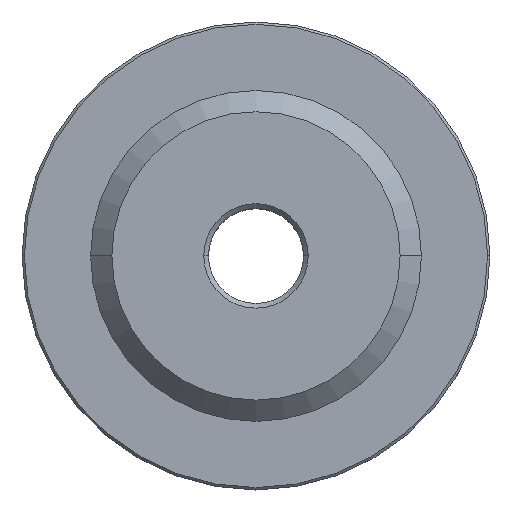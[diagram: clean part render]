
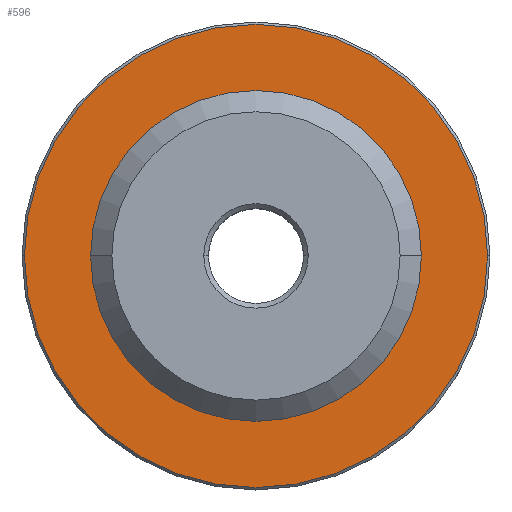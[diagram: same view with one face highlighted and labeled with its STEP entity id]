
A CAD part, top view. The second image highlights one B-rep face of the part: STEP entity #596.
In plain terms, the highlighted planar face has unit normal (0, 0, 1).
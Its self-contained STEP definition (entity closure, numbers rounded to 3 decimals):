
#4 = CIRCLE ( 'NONE', #41, 35. ) ;
#21 = DIRECTION ( 'NONE',  ( 0., 0., 1. ) ) ;
#26 = FACE_OUTER_BOUND ( 'NONE', #195, .T. ) ;
#32 = DIRECTION ( 'NONE',  ( 0., 0., 1. ) ) ;
#36 = CARTESIAN_POINT ( 'NONE',  ( 0., 0., -4.5 ) ) ;
#41 = AXIS2_PLACEMENT_3D ( 'NONE', #493, #32, #543 ) ;
#90 = EDGE_CURVE ( 'NONE', #405, #408, #310, .T. ) ;
#92 = DIRECTION ( 'NONE',  ( 1., 0., 0. ) ) ;
#138 = CARTESIAN_POINT ( 'NONE',  ( -35., 0., -4.5 ) ) ;
#185 = DIRECTION ( 'NONE',  ( -1., 0., 0. ) ) ;
#195 = EDGE_LOOP ( 'NONE', ( #374, #499 ) ) ;
#208 = AXIS2_PLACEMENT_3D ( 'NONE', #530, #21, #227 ) ;
#227 = DIRECTION ( 'NONE',  ( -1., 0., 0. ) ) ;
#232 = CIRCLE ( 'NONE', #576, 49. ) ;
#238 = DIRECTION ( 'NONE',  ( 0., 0., 1. ) ) ;
#259 = EDGE_CURVE ( 'NONE', #588, #465, #506, .T. ) ;
#277 = EDGE_LOOP ( 'NONE', ( #441, #292 ) ) ;
#292 = ORIENTED_EDGE ( 'NONE', *, *, #638, .F. ) ;
#297 = CARTESIAN_POINT ( 'NONE',  ( 49., 0., -4.5 ) ) ;
#306 = CARTESIAN_POINT ( 'NONE',  ( 35., 0., -4.5 ) ) ;
#310 = CIRCLE ( 'NONE', #518, 35. ) ;
#374 = ORIENTED_EDGE ( 'NONE', *, *, #259, .T. ) ;
#375 = FACE_BOUND ( 'NONE', #277, .T. ) ;
#405 = VERTEX_POINT ( 'NONE', #138 ) ;
#408 = VERTEX_POINT ( 'NONE', #306 ) ;
#441 = ORIENTED_EDGE ( 'NONE', *, *, #90, .F. ) ;
#443 = DIRECTION ( 'NONE',  ( -1., 0., 0. ) ) ;
#465 = VERTEX_POINT ( 'NONE', #297 ) ;
#472 = EDGE_CURVE ( 'NONE', #465, #588, #232, .T. ) ;
#488 = CARTESIAN_POINT ( 'NONE',  ( -49., 0., -4.5 ) ) ;
#493 = CARTESIAN_POINT ( 'NONE',  ( 0., 0., -4.5 ) ) ;
#499 = ORIENTED_EDGE ( 'NONE', *, *, #472, .T. ) ;
#506 = CIRCLE ( 'NONE', #208, 49. ) ;
#518 = AXIS2_PLACEMENT_3D ( 'NONE', #36, #550, #92 ) ;
#529 = PLANE ( 'NONE',  #652 ) ;
#530 = CARTESIAN_POINT ( 'NONE',  ( 0., 0., -4.5 ) ) ;
#537 = CARTESIAN_POINT ( 'NONE',  ( 0., 35., -4.5 ) ) ;
#543 = DIRECTION ( 'NONE',  ( 1., 0., 0. ) ) ;
#547 = CARTESIAN_POINT ( 'NONE',  ( 0., 0., -4.5 ) ) ;
#550 = DIRECTION ( 'NONE',  ( 0., 0., 1. ) ) ;
#574 = DIRECTION ( 'NONE',  ( 0., 0., -1. ) ) ;
#576 = AXIS2_PLACEMENT_3D ( 'NONE', #547, #238, #185 ) ;
#588 = VERTEX_POINT ( 'NONE', #488 ) ;
#596 = ADVANCED_FACE ( 'NONE', ( #26, #375 ), #529, .F. ) ;
#638 = EDGE_CURVE ( 'NONE', #408, #405, #4, .T. ) ;
#652 = AXIS2_PLACEMENT_3D ( 'NONE', #537, #574, #443 ) ;
